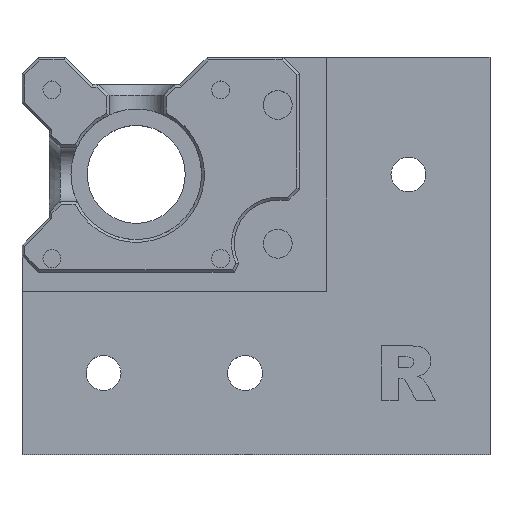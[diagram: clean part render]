
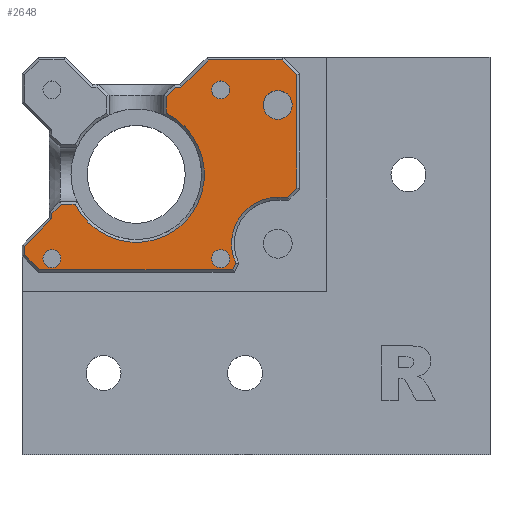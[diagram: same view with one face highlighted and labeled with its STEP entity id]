
A CAD part, top view. The second image highlights one B-rep face of the part: STEP entity #2648.
In plain terms, the highlighted planar face has unit normal (0, 0, 1).
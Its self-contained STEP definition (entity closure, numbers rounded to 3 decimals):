
#52=CIRCLE('',#2752,2.65);
#56=CIRCLE('',#2760,1.65);
#59=CIRCLE('',#2766,1.65);
#65=CIRCLE('',#2778,1.65);
#69=CIRCLE('',#2803,12.5);
#72=CIRCLE('',#2815,8.5);
#95=FACE_BOUND('',#431,.T.);
#96=FACE_BOUND('',#432,.T.);
#97=FACE_BOUND('',#433,.T.);
#98=FACE_BOUND('',#434,.T.);
#266=FACE_OUTER_BOUND('',#430,.T.);
#430=EDGE_LOOP('',(#2116,#2117,#2118,#2119,#2120,#2121,#2122,#2123,#2124,
#2125,#2126,#2127,#2128,#2129,#2130,#2131,#2132,#2133,#2134));
#431=EDGE_LOOP('',(#2135));
#432=EDGE_LOOP('',(#2136));
#433=EDGE_LOOP('',(#2137));
#434=EDGE_LOOP('',(#2138));
#622=LINE('',#4283,#909);
#625=LINE('',#4303,#912);
#628=LINE('',#4309,#915);
#631=LINE('',#4315,#918);
#634=LINE('',#4321,#921);
#637=LINE('',#4327,#924);
#640=LINE('',#4333,#927);
#643=LINE('',#4339,#930);
#647=LINE('',#4347,#934);
#650=LINE('',#4362,#937);
#653=LINE('',#4368,#940);
#656=LINE('',#4374,#943);
#659=LINE('',#4380,#946);
#662=LINE('',#4386,#949);
#665=LINE('',#4391,#952);
#667=LINE('',#4395,#954);
#670=LINE('',#4399,#957);
#909=VECTOR('',#3185,10.);
#912=VECTOR('',#3196,10.);
#915=VECTOR('',#3201,10.);
#918=VECTOR('',#3206,10.);
#921=VECTOR('',#3211,10.);
#924=VECTOR('',#3216,10.);
#927=VECTOR('',#3221,10.);
#930=VECTOR('',#3226,10.);
#934=VECTOR('',#3232,10.);
#937=VECTOR('',#3243,10.);
#940=VECTOR('',#3248,10.);
#943=VECTOR('',#3253,10.);
#946=VECTOR('',#3258,10.);
#949=VECTOR('',#3263,10.);
#952=VECTOR('',#3268,10.);
#954=VECTOR('',#3272,10.);
#957=VECTOR('',#3277,10.);
#1151=VERTEX_POINT('',#4114);
#1155=VERTEX_POINT('',#4129);
#1158=VERTEX_POINT('',#4140);
#1164=VERTEX_POINT('',#4162);
#1201=VERTEX_POINT('',#4281);
#1202=VERTEX_POINT('',#4282);
#1205=VERTEX_POINT('',#4293);
#1207=VERTEX_POINT('',#4302);
#1209=VERTEX_POINT('',#4308);
#1211=VERTEX_POINT('',#4314);
#1213=VERTEX_POINT('',#4320);
#1215=VERTEX_POINT('',#4326);
#1217=VERTEX_POINT('',#4332);
#1219=VERTEX_POINT('',#4338);
#1222=VERTEX_POINT('',#4346);
#1225=VERTEX_POINT('',#4353);
#1226=VERTEX_POINT('',#4355);
#1228=VERTEX_POINT('',#4367);
#1230=VERTEX_POINT('',#4373);
#1232=VERTEX_POINT('',#4379);
#1234=VERTEX_POINT('',#4385);
#1235=VERTEX_POINT('',#4390);
#1236=VERTEX_POINT('',#4394);
#1412=EDGE_CURVE('',#1151,#1151,#52,.T.);
#1419=EDGE_CURVE('',#1155,#1155,#56,.T.);
#1424=EDGE_CURVE('',#1158,#1158,#59,.T.);
#1434=EDGE_CURVE('',#1164,#1164,#65,.T.);
#1489=EDGE_CURVE('',#1201,#1202,#622,.T.);
#1493=EDGE_CURVE('',#1202,#1205,#69,.T.);
#1496=EDGE_CURVE('',#1205,#1207,#625,.T.);
#1499=EDGE_CURVE('',#1207,#1209,#628,.T.);
#1502=EDGE_CURVE('',#1209,#1211,#631,.T.);
#1505=EDGE_CURVE('',#1211,#1213,#634,.T.);
#1508=EDGE_CURVE('',#1213,#1215,#637,.T.);
#1511=EDGE_CURVE('',#1215,#1217,#640,.T.);
#1514=EDGE_CURVE('',#1217,#1219,#643,.T.);
#1518=EDGE_CURVE('',#1219,#1222,#647,.T.);
#1522=EDGE_CURVE('',#1225,#1226,#72,.T.);
#1524=EDGE_CURVE('',#1222,#1225,#650,.T.);
#1527=EDGE_CURVE('',#1226,#1228,#653,.T.);
#1530=EDGE_CURVE('',#1228,#1230,#656,.T.);
#1533=EDGE_CURVE('',#1230,#1232,#659,.T.);
#1536=EDGE_CURVE('',#1232,#1234,#662,.T.);
#1539=EDGE_CURVE('',#1234,#1235,#665,.T.);
#1541=EDGE_CURVE('',#1235,#1236,#667,.T.);
#1544=EDGE_CURVE('',#1236,#1201,#670,.T.);
#2116=ORIENTED_EDGE('',*,*,#1522,.F.);
#2117=ORIENTED_EDGE('',*,*,#1524,.F.);
#2118=ORIENTED_EDGE('',*,*,#1518,.F.);
#2119=ORIENTED_EDGE('',*,*,#1514,.F.);
#2120=ORIENTED_EDGE('',*,*,#1511,.F.);
#2121=ORIENTED_EDGE('',*,*,#1508,.F.);
#2122=ORIENTED_EDGE('',*,*,#1505,.F.);
#2123=ORIENTED_EDGE('',*,*,#1502,.F.);
#2124=ORIENTED_EDGE('',*,*,#1499,.F.);
#2125=ORIENTED_EDGE('',*,*,#1496,.F.);
#2126=ORIENTED_EDGE('',*,*,#1493,.F.);
#2127=ORIENTED_EDGE('',*,*,#1489,.F.);
#2128=ORIENTED_EDGE('',*,*,#1544,.F.);
#2129=ORIENTED_EDGE('',*,*,#1541,.F.);
#2130=ORIENTED_EDGE('',*,*,#1539,.F.);
#2131=ORIENTED_EDGE('',*,*,#1536,.F.);
#2132=ORIENTED_EDGE('',*,*,#1533,.F.);
#2133=ORIENTED_EDGE('',*,*,#1530,.F.);
#2134=ORIENTED_EDGE('',*,*,#1527,.F.);
#2135=ORIENTED_EDGE('',*,*,#1412,.T.);
#2136=ORIENTED_EDGE('',*,*,#1419,.T.);
#2137=ORIENTED_EDGE('',*,*,#1424,.T.);
#2138=ORIENTED_EDGE('',*,*,#1434,.T.);
#2504=PLANE('',#2836);
#2648=ADVANCED_FACE('',(#266,#95,#96,#97,#98),#2504,.T.);
#2752=AXIS2_PLACEMENT_3D('',#4116,#3027,#3028);
#2760=AXIS2_PLACEMENT_3D('',#4131,#3046,#3047);
#2766=AXIS2_PLACEMENT_3D('',#4142,#3060,#3061);
#2778=AXIS2_PLACEMENT_3D('',#4164,#3088,#3089);
#2803=AXIS2_PLACEMENT_3D('',#4294,#3190,#3191);
#2815=AXIS2_PLACEMENT_3D('',#4356,#3239,#3240);
#2836=AXIS2_PLACEMENT_3D('',#4450,#3326,#3327);
#3027=DIRECTION('center_axis',(0.,0.,-1.));
#3028=DIRECTION('ref_axis',(-1.,0.,0.));
#3046=DIRECTION('center_axis',(0.,0.,-1.));
#3047=DIRECTION('ref_axis',(-1.,0.,0.));
#3060=DIRECTION('center_axis',(0.,0.,-1.));
#3061=DIRECTION('ref_axis',(-1.,0.,0.));
#3088=DIRECTION('center_axis',(0.,0.,-1.));
#3089=DIRECTION('ref_axis',(-1.,0.,0.));
#3185=DIRECTION('',(1.,0.,0.));
#3190=DIRECTION('center_axis',(0.,0.,1.));
#3191=DIRECTION('ref_axis',(1.,0.,0.));
#3196=DIRECTION('',(0.,1.,0.));
#3201=DIRECTION('',(0.707,0.707,0.));
#3206=DIRECTION('',(1.,0.,0.));
#3211=DIRECTION('',(0.707,0.707,0.));
#3216=DIRECTION('',(1.,0.,0.));
#3221=DIRECTION('',(0.707,-0.707,0.));
#3226=DIRECTION('',(0.,-1.,0.));
#3232=DIRECTION('',(-0.707,-0.707,0.));
#3239=DIRECTION('center_axis',(0.,0.,1.));
#3240=DIRECTION('ref_axis',(0.,1.,0.));
#3243=DIRECTION('',(-1.,0.,0.));
#3248=DIRECTION('',(-0.47,-0.883,0.));
#3253=DIRECTION('',(-1.,0.,0.));
#3258=DIRECTION('',(-0.707,0.707,0.));
#3263=DIRECTION('',(0.,1.,0.));
#3268=DIRECTION('',(0.707,0.707,0.));
#3272=DIRECTION('',(0.,1.,0.));
#3277=DIRECTION('',(0.707,0.707,0.));
#3326=DIRECTION('center_axis',(0.,0.,1.));
#3327=DIRECTION('ref_axis',(1.,0.,0.));
#4114=CARTESIAN_POINT('',(59.65,64.24,22.));
#4116=CARTESIAN_POINT('Origin',(57.,64.24,22.));
#4129=CARTESIAN_POINT('',(48.15,36.,22.));
#4131=CARTESIAN_POINT('Origin',(46.5,36.,22.));
#4140=CARTESIAN_POINT('',(48.15,67.,22.));
#4142=CARTESIAN_POINT('Origin',(46.5,67.,22.));
#4162=CARTESIAN_POINT('',(17.15,36.,22.));
#4164=CARTESIAN_POINT('Origin',(15.5,36.,22.));
#4281=CARTESIAN_POINT('',(17.207,46.,22.));
#4282=CARTESIAN_POINT('',(19.775,46.,22.));
#4283=CARTESIAN_POINT('',(10.046,46.,22.));
#4293=CARTESIAN_POINT('',(36.5,62.725,22.));
#4294=CARTESIAN_POINT('Origin',(31.,51.5,22.));
#4302=CARTESIAN_POINT('',(36.5,65.793,22.));
#4303=CARTESIAN_POINT('',(36.5,60.625,22.));
#4308=CARTESIAN_POINT('',(38.207,67.5,22.));
#4309=CARTESIAN_POINT('',(24.666,53.959,22.));
#4314=CARTESIAN_POINT('',(39.207,67.5,22.));
#4315=CARTESIAN_POINT('',(13.,67.5,22.));
#4320=CARTESIAN_POINT('',(44.207,72.5,22.));
#4321=CARTESIAN_POINT('',(28.416,56.709,22.));
#4326=CARTESIAN_POINT('',(57.793,72.5,22.));
#4327=CARTESIAN_POINT('',(48.,72.5,22.));
#4332=CARTESIAN_POINT('',(60.5,69.793,22.));
#4333=CARTESIAN_POINT('',(48.834,81.459,22.));
#4338=CARTESIAN_POINT('',(60.5,48.967,22.));
#4339=CARTESIAN_POINT('',(60.5,43.375,22.));
#4346=CARTESIAN_POINT('',(58.793,47.26,22.));
#4347=CARTESIAN_POINT('',(46.019,34.486,22.));
#4353=CARTESIAN_POINT('',(57.,47.26,22.));
#4355=CARTESIAN_POINT('',(49.295,35.17,22.));
#4356=CARTESIAN_POINT('Origin',(57.,38.76,22.));
#4362=CARTESIAN_POINT('',(30.5,47.26,22.));
#4367=CARTESIAN_POINT('',(48.672,34.,22.));
#4368=CARTESIAN_POINT('',(47.439,31.685,22.));
#4373=CARTESIAN_POINT('',(13.207,34.,22.));
#4374=CARTESIAN_POINT('',(5.,34.,22.));
#4379=CARTESIAN_POINT('',(10.5,36.707,22.));
#4380=CARTESIAN_POINT('',(4.416,42.791,22.));
#4385=CARTESIAN_POINT('',(10.5,38.293,22.));
#4386=CARTESIAN_POINT('',(10.5,63.125,22.));
#4390=CARTESIAN_POINT('',(15.5,43.293,22.));
#4391=CARTESIAN_POINT('',(14.041,41.834,22.));
#4394=CARTESIAN_POINT('',(15.5,44.293,22.));
#4395=CARTESIAN_POINT('',(15.5,56.375,22.));
#4399=CARTESIAN_POINT('',(14.291,43.084,22.));
#4450=CARTESIAN_POINT('Origin',(0.,53.25,22.));
